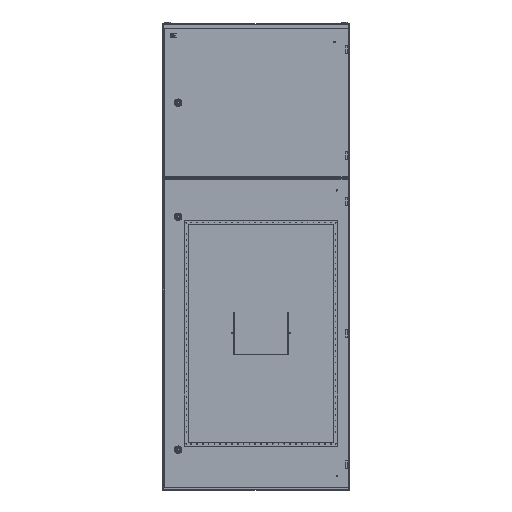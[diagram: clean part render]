
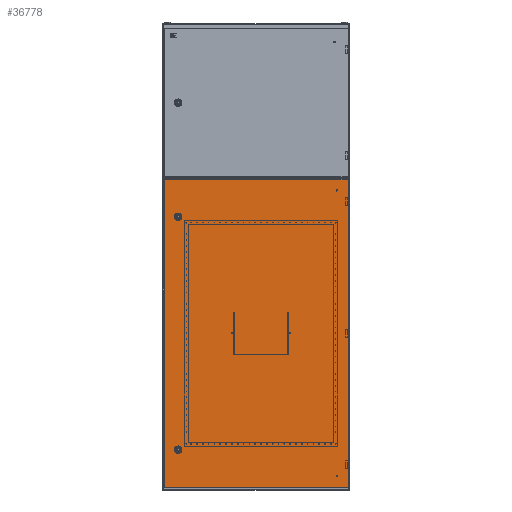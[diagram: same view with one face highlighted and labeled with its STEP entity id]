
A CAD part, top view. The second image highlights one B-rep face of the part: STEP entity #36778.
In plain terms, the highlighted planar face has unit normal (0, 0, 1).
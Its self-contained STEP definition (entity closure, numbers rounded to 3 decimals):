
#1634 = CARTESIAN_POINT ( 'NONE',  ( 790.5, -663.5, 0. ) ) ;
#3301 = LINE ( 'NONE', #102509, #69301 ) ;
#3458 = CARTESIAN_POINT ( 'NONE',  ( 61.5, 500., 0. ) ) ;
#5695 = CIRCLE ( 'NONE', #73781, 1.5 ) ;
#7615 = CARTESIAN_POINT ( 'NONE',  ( 0., 663.5, 0. ) ) ;
#9180 = ORIENTED_EDGE ( 'NONE', *, *, #11926, .T. ) ;
#9243 = DIRECTION ( 'NONE',  ( 0., 0., 1. ) ) ;
#9403 = VERTEX_POINT ( 'NONE', #75017 ) ;
#11926 = EDGE_CURVE ( 'NONE', #26329, #82843, #3301, .T. ) ;
#14508 = DIRECTION ( 'NONE',  ( 1., 0., 0. ) ) ;
#16925 = DIRECTION ( 'NONE',  ( 0., 0., 1. ) ) ;
#17786 = ORIENTED_EDGE ( 'NONE', *, *, #87619, .F. ) ;
#18096 = DIRECTION ( 'NONE',  ( 1., 0., 0. ) ) ;
#18797 = EDGE_CURVE ( 'NONE', #9403, #79890, #111021, .T. ) ;
#21292 = DIRECTION ( 'NONE',  ( 0., 0., 1. ) ) ;
#23011 = DIRECTION ( 'NONE',  ( 0., 1., 0. ) ) ;
#23949 = CARTESIAN_POINT ( 'NONE',  ( 790.5, 663.5, 0. ) ) ;
#25234 = CARTESIAN_POINT ( 'NONE',  ( 0., 0., 0. ) ) ;
#26329 = VERTEX_POINT ( 'NONE', #1634 ) ;
#29466 = LINE ( 'NONE', #59294, #78446 ) ;
#30572 = ORIENTED_EDGE ( 'NONE', *, *, #103320, .T. ) ;
#36778 = ADVANCED_FACE ( 'NONE', ( #97902, #102026, #110414 ), #114764, .T. ) ;
#44677 = VERTEX_POINT ( 'NONE', #46265 ) ;
#46265 = CARTESIAN_POINT ( 'NONE',  ( 58.5, -500., 0. ) ) ;
#47726 = EDGE_CURVE ( 'NONE', #44677, #93168, #58873, .T. ) ;
#47900 = EDGE_CURVE ( 'NONE', #79890, #9403, #93853, .T. ) ;
#54982 = CARTESIAN_POINT ( 'NONE',  ( 0., 663.5, 0. ) ) ;
#58209 = DIRECTION ( 'NONE',  ( -1., 0., 0. ) ) ;
#58736 = CARTESIAN_POINT ( 'NONE',  ( 0., -663.5, 0. ) ) ;
#58873 = CIRCLE ( 'NONE', #90903, 1.5 ) ;
#59294 = CARTESIAN_POINT ( 'NONE',  ( 0., -663.5, 0. ) ) ;
#60829 = ORIENTED_EDGE ( 'NONE', *, *, #18797, .F. ) ;
#62658 = EDGE_LOOP ( 'NONE', ( #86904, #60829 ) ) ;
#63008 = VERTEX_POINT ( 'NONE', #86767 ) ;
#63540 = EDGE_LOOP ( 'NONE', ( #17786, #109970 ) ) ;
#64102 = ORIENTED_EDGE ( 'NONE', *, *, #108287, .T. ) ;
#65598 = DIRECTION ( 'NONE',  ( 0., 0., 1. ) ) ;
#67177 = DIRECTION ( 'NONE',  ( 1., 0., 0. ) ) ;
#69301 = VECTOR ( 'NONE', #23011, 1000. ) ;
#70840 = LINE ( 'NONE', #7615, #98796 ) ;
#70932 = VECTOR ( 'NONE', #91736, 1000. ) ;
#71913 = DIRECTION ( 'NONE',  ( -1., 0., 0. ) ) ;
#73781 = AXIS2_PLACEMENT_3D ( 'NONE', #101180, #65598, #58209 ) ;
#75017 = CARTESIAN_POINT ( 'NONE',  ( 58.5, 500., 0. ) ) ;
#75347 = EDGE_CURVE ( 'NONE', #87263, #26329, #29466, .T. ) ;
#76659 = AXIS2_PLACEMENT_3D ( 'NONE', #94182, #21292, #67177 ) ;
#78181 = ORIENTED_EDGE ( 'NONE', *, *, #75347, .T. ) ;
#78446 = VECTOR ( 'NONE', #14508, 1000. ) ;
#79890 = VERTEX_POINT ( 'NONE', #3458 ) ;
#80471 = DIRECTION ( 'NONE',  ( 0., 0., 1. ) ) ;
#80747 = LINE ( 'NONE', #54982, #70932 ) ;
#82843 = VERTEX_POINT ( 'NONE', #23949 ) ;
#86767 = CARTESIAN_POINT ( 'NONE',  ( 0., 663.5, 0. ) ) ;
#86904 = ORIENTED_EDGE ( 'NONE', *, *, #47900, .F. ) ;
#87263 = VERTEX_POINT ( 'NONE', #58736 ) ;
#87619 = EDGE_CURVE ( 'NONE', #93168, #44677, #5695, .T. ) ;
#89476 = CARTESIAN_POINT ( 'NONE',  ( 60., 500., 0. ) ) ;
#90334 = CARTESIAN_POINT ( 'NONE',  ( 60., -500., 0. ) ) ;
#90903 = AXIS2_PLACEMENT_3D ( 'NONE', #90334, #9243, #71913 ) ;
#91736 = DIRECTION ( 'NONE',  ( -1., 0., 0. ) ) ;
#93168 = VERTEX_POINT ( 'NONE', #103384 ) ;
#93853 = CIRCLE ( 'NONE', #76659, 1.5 ) ;
#94182 = CARTESIAN_POINT ( 'NONE',  ( 60., 500., 0. ) ) ;
#96538 = DIRECTION ( 'NONE',  ( 0., -1., 0. ) ) ;
#97902 = FACE_BOUND ( 'NONE', #63540, .T. ) ;
#98796 = VECTOR ( 'NONE', #96538, 1000. ) ;
#99796 = AXIS2_PLACEMENT_3D ( 'NONE', #25234, #16925, #18096 ) ;
#101180 = CARTESIAN_POINT ( 'NONE',  ( 60., -500., 0. ) ) ;
#102026 = FACE_BOUND ( 'NONE', #62658, .T. ) ;
#102509 = CARTESIAN_POINT ( 'NONE',  ( 790.5, 663.5, 0. ) ) ;
#103320 = EDGE_CURVE ( 'NONE', #82843, #63008, #80747, .T. ) ;
#103384 = CARTESIAN_POINT ( 'NONE',  ( 61.5, -500., 0. ) ) ;
#105838 = DIRECTION ( 'NONE',  ( 1., 0., 0. ) ) ;
#108287 = EDGE_CURVE ( 'NONE', #63008, #87263, #70840, .T. ) ;
#109970 = ORIENTED_EDGE ( 'NONE', *, *, #47726, .F. ) ;
#110414 = FACE_OUTER_BOUND ( 'NONE', #115896, .T. ) ;
#111021 = CIRCLE ( 'NONE', #114708, 1.5 ) ;
#114708 = AXIS2_PLACEMENT_3D ( 'NONE', #89476, #80471, #105838 ) ;
#114764 = PLANE ( 'NONE',  #99796 ) ;
#115896 = EDGE_LOOP ( 'NONE', ( #64102, #78181, #9180, #30572 ) ) ;
